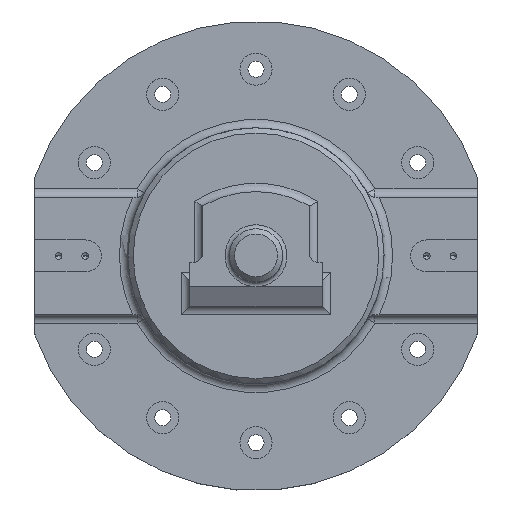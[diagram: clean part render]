
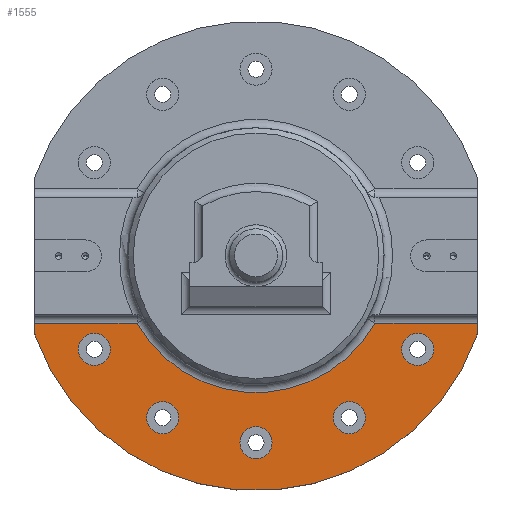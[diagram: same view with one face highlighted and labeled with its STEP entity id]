
A CAD part, top view. The second image highlights one B-rep face of the part: STEP entity #1555.
In plain terms, the highlighted planar face has unit normal (0, 0, 1).
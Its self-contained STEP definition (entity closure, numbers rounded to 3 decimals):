
#12 = DIRECTION ( 'NONE',  ( 1., 0., 0. ) ) ;
#37 = AXIS2_PLACEMENT_3D ( 'NONE', #419, #2696, #1934 ) ;
#88 = CARTESIAN_POINT ( 'NONE',  ( 26.663, -15.75, 5. ) ) ;
#105 = DIRECTION ( 'NONE',  ( 1., 0., 0. ) ) ;
#150 = EDGE_LOOP ( 'NONE', ( #3209, #2763, #347, #3027, #442, #1199 ) ) ;
#250 = FACE_BOUND ( 'NONE', #3120, .T. ) ;
#266 = PLANE ( 'NONE',  #556 ) ;
#268 = CARTESIAN_POINT ( 'NONE',  ( -51.875, -15.75, 5. ) ) ;
#282 = ORIENTED_EDGE ( 'NONE', *, *, #938, .F. ) ;
#329 = VECTOR ( 'NONE', #2603, 1000. ) ;
#336 = EDGE_LOOP ( 'NONE', ( #1494 ) ) ;
#347 = ORIENTED_EDGE ( 'NONE', *, *, #1324, .T. ) ;
#419 = CARTESIAN_POINT ( 'NONE',  ( 0., 0., 5. ) ) ;
#432 = DIRECTION ( 'NONE',  ( 0., 0., 1. ) ) ;
#442 = ORIENTED_EDGE ( 'NONE', *, *, #1641, .T. ) ;
#459 = VERTEX_POINT ( 'NONE', #1790 ) ;
#486 = EDGE_CURVE ( 'NONE', #846, #846, #1553, .T. ) ;
#502 = VECTOR ( 'NONE', #1055, 1000. ) ;
#515 = CIRCLE ( 'NONE', #789, 3.75 ) ;
#522 = LINE ( 'NONE', #2349, #502 ) ;
#529 = FACE_OUTER_BOUND ( 'NONE', #150, .T. ) ;
#556 = AXIS2_PLACEMENT_3D ( 'NONE', #1316, #2355, #12 ) ;
#600 = ORIENTED_EDGE ( 'NONE', *, *, #2408, .F. ) ;
#690 = VERTEX_POINT ( 'NONE', #1498 ) ;
#749 = DIRECTION ( 'NONE',  ( 1., 0., 0. ) ) ;
#783 = AXIS2_PLACEMENT_3D ( 'NONE', #3300, #2951, #105 ) ;
#787 = FACE_BOUND ( 'NONE', #2051, .T. ) ;
#789 = AXIS2_PLACEMENT_3D ( 'NONE', #1447, #1960, #1234 ) ;
#846 = VERTEX_POINT ( 'NONE', #871 ) ;
#862 = DIRECTION ( 'NONE',  ( -1., 0., 0. ) ) ;
#871 = CARTESIAN_POINT ( 'NONE',  ( 25.623, -37.89, 5. ) ) ;
#885 = DIRECTION ( 'NONE',  ( 0., -1., 0. ) ) ;
#938 = EDGE_CURVE ( 'NONE', #3066, #3066, #515, .T. ) ;
#952 = VERTEX_POINT ( 'NONE', #2477 ) ;
#966 = AXIS2_PLACEMENT_3D ( 'NONE', #1836, #2322, #3149 ) ;
#973 = CIRCLE ( 'NONE', #1962, 3.75 ) ;
#1019 = CIRCLE ( 'NONE', #3105, 3.75 ) ;
#1035 = CIRCLE ( 'NONE', #2607, 3.75 ) ;
#1037 = CARTESIAN_POINT ( 'NONE',  ( 3.75, -43.75, 5. ) ) ;
#1055 = DIRECTION ( 'NONE',  ( -1., 0., 0. ) ) ;
#1084 = VECTOR ( 'NONE', #862, 1000. ) ;
#1187 = CIRCLE ( 'NONE', #37, 32. ) ;
#1199 = ORIENTED_EDGE ( 'NONE', *, *, #2970, .T. ) ;
#1234 = DIRECTION ( 'NONE',  ( 1., 0., 0. ) ) ;
#1235 = CARTESIAN_POINT ( 'NONE',  ( 41.639, -21.875, 5. ) ) ;
#1316 = CARTESIAN_POINT ( 'NONE',  ( 0., 0., 5. ) ) ;
#1324 = EDGE_CURVE ( 'NONE', #1985, #952, #1919, .T. ) ;
#1329 = DIRECTION ( 'NONE',  ( 1., 0., 0. ) ) ;
#1334 = CARTESIAN_POINT ( 'NONE',  ( -27.856, -15.75, 5. ) ) ;
#1403 = CARTESIAN_POINT ( 'NONE',  ( -21.873, -37.89, 5. ) ) ;
#1421 = DIRECTION ( 'NONE',  ( 0., 0., 1. ) ) ;
#1447 = CARTESIAN_POINT ( 'NONE',  ( 37.889, -21.875, 5. ) ) ;
#1458 = VECTOR ( 'NONE', #885, 1000. ) ;
#1494 = ORIENTED_EDGE ( 'NONE', *, *, #2210, .F. ) ;
#1498 = CARTESIAN_POINT ( 'NONE',  ( -18.123, -37.89, 5. ) ) ;
#1531 = VERTEX_POINT ( 'NONE', #1334 ) ;
#1553 = CIRCLE ( 'NONE', #783, 3.75 ) ;
#1555 = ADVANCED_FACE ( 'NONE', ( #250, #787, #1631, #3133, #2871, #529 ), #266, .T. ) ;
#1593 = CARTESIAN_POINT ( 'NONE',  ( -37.889, -21.875, 5. ) ) ;
#1631 = FACE_BOUND ( 'NONE', #3138, .T. ) ;
#1641 = EDGE_CURVE ( 'NONE', #3201, #1664, #1814, .T. ) ;
#1651 = ORIENTED_EDGE ( 'NONE', *, *, #2460, .F. ) ;
#1664 = VERTEX_POINT ( 'NONE', #2635 ) ;
#1728 = EDGE_CURVE ( 'NONE', #1531, #1985, #522, .T. ) ;
#1790 = CARTESIAN_POINT ( 'NONE',  ( -34.139, -21.875, 5. ) ) ;
#1814 = LINE ( 'NONE', #2366, #329 ) ;
#1836 = CARTESIAN_POINT ( 'NONE',  ( 0., 0., 5. ) ) ;
#1862 = CARTESIAN_POINT ( 'NONE',  ( -51.875, -15., 5. ) ) ;
#1919 = LINE ( 'NONE', #1862, #1458 ) ;
#1934 = DIRECTION ( 'NONE',  ( 1., 0., 0. ) ) ;
#1960 = DIRECTION ( 'NONE',  ( 0., 0., 1. ) ) ;
#1962 = AXIS2_PLACEMENT_3D ( 'NONE', #3091, #432, #749 ) ;
#1982 = DIRECTION ( 'NONE',  ( 1., 0., 0. ) ) ;
#1985 = VERTEX_POINT ( 'NONE', #268 ) ;
#2051 = EDGE_LOOP ( 'NONE', ( #2454 ) ) ;
#2195 = EDGE_CURVE ( 'NONE', #2207, #1531, #1187, .T. ) ;
#2207 = VERTEX_POINT ( 'NONE', #2486 ) ;
#2210 = EDGE_CURVE ( 'NONE', #690, #690, #1019, .T. ) ;
#2322 = DIRECTION ( 'NONE',  ( 0., 0., 1. ) ) ;
#2349 = CARTESIAN_POINT ( 'NONE',  ( -51.875, -15.75, 5. ) ) ;
#2355 = DIRECTION ( 'NONE',  ( 0., 0., 1. ) ) ;
#2366 = CARTESIAN_POINT ( 'NONE',  ( 51.875, -18.275, 5. ) ) ;
#2408 = EDGE_CURVE ( 'NONE', #3085, #3085, #973, .T. ) ;
#2437 = CIRCLE ( 'NONE', #966, 55. ) ;
#2454 = ORIENTED_EDGE ( 'NONE', *, *, #486, .F. ) ;
#2460 = EDGE_CURVE ( 'NONE', #459, #459, #1035, .T. ) ;
#2477 = CARTESIAN_POINT ( 'NONE',  ( -51.875, -18.275, 5. ) ) ;
#2486 = CARTESIAN_POINT ( 'NONE',  ( 27.856, -15.75, 5. ) ) ;
#2596 = EDGE_LOOP ( 'NONE', ( #1651 ) ) ;
#2603 = DIRECTION ( 'NONE',  ( 0., 1., 0. ) ) ;
#2607 = AXIS2_PLACEMENT_3D ( 'NONE', #1593, #2936, #1329 ) ;
#2635 = CARTESIAN_POINT ( 'NONE',  ( 51.875, -15.75, 5. ) ) ;
#2696 = DIRECTION ( 'NONE',  ( 0., 0., -1. ) ) ;
#2763 = ORIENTED_EDGE ( 'NONE', *, *, #1728, .T. ) ;
#2863 = EDGE_CURVE ( 'NONE', #952, #3201, #2437, .T. ) ;
#2871 = FACE_BOUND ( 'NONE', #2596, .T. ) ;
#2883 = CARTESIAN_POINT ( 'NONE',  ( 51.875, -18.275, 5. ) ) ;
#2936 = DIRECTION ( 'NONE',  ( 0., 0., 1. ) ) ;
#2951 = DIRECTION ( 'NONE',  ( 0., 0., 1. ) ) ;
#2970 = EDGE_CURVE ( 'NONE', #1664, #2207, #3215, .T. ) ;
#3027 = ORIENTED_EDGE ( 'NONE', *, *, #2863, .T. ) ;
#3066 = VERTEX_POINT ( 'NONE', #1235 ) ;
#3085 = VERTEX_POINT ( 'NONE', #1037 ) ;
#3091 = CARTESIAN_POINT ( 'NONE',  ( 0., -43.75, 5. ) ) ;
#3105 = AXIS2_PLACEMENT_3D ( 'NONE', #1403, #1421, #1982 ) ;
#3120 = EDGE_LOOP ( 'NONE', ( #600 ) ) ;
#3133 = FACE_BOUND ( 'NONE', #336, .T. ) ;
#3138 = EDGE_LOOP ( 'NONE', ( #282 ) ) ;
#3149 = DIRECTION ( 'NONE',  ( -0.943, -0.332, 0. ) ) ;
#3201 = VERTEX_POINT ( 'NONE', #2883 ) ;
#3209 = ORIENTED_EDGE ( 'NONE', *, *, #2195, .T. ) ;
#3215 = LINE ( 'NONE', #88, #1084 ) ;
#3300 = CARTESIAN_POINT ( 'NONE',  ( 21.873, -37.89, 5. ) ) ;
